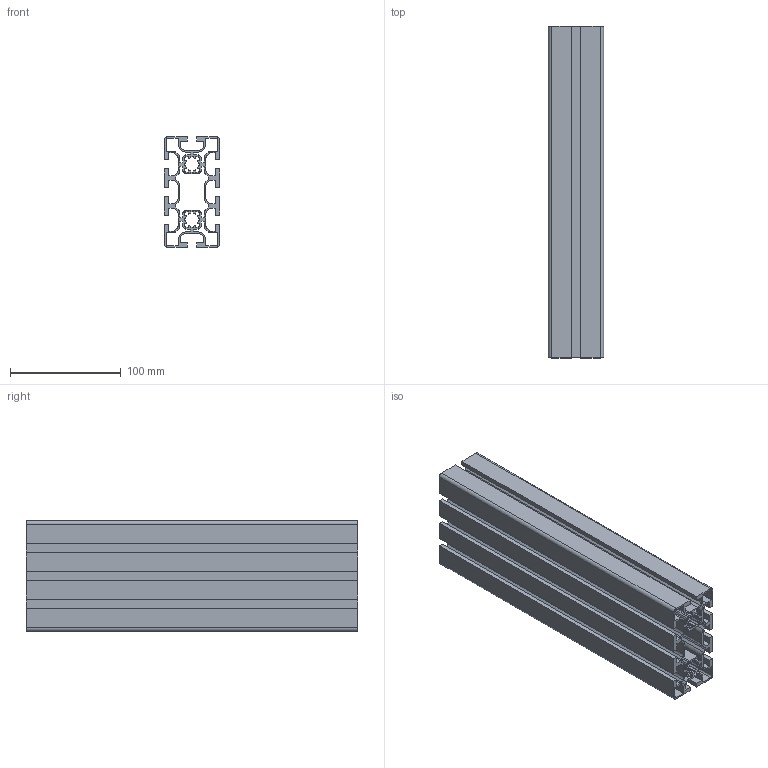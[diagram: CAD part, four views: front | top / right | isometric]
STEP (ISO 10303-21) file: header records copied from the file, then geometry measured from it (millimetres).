
FILE_DESCRIPTION (( 'STEP AP214' ), '1' );
FILE_NAME ('1728142266077.step', '2024-10-05T15:31:29', ( 'Windows User' ), ( '' ), 'SwSTEP 2.0', 'SolidWorks 2011', '' );
FILE_SCHEMA (( 'AUTOMOTIVE_DESIGN' ));
Length unit declared in the file: millimetre
Products named in the file (2): 1728142266077; 1.11.050100.84Lx300.00(1)
Assembly tree (1 placements, depth 2):
  1728142266077
    1.11.050100.84Lx300.00(1)
Bounding box: 50 x 300 x 100 mm (x, y, z)
Volume: 416462.4 mm3; surface area: 394884 mm2
Topology: 1 solids, 1 shells, 373 faces, 1113 edges, 742 vertices
Faces by surface type: plane 214, cylinder 159
Entity records: 12679 total; most frequent: CARTESIAN_POINT 2232, ORIENTED_EDGE 2226, DIRECTION 2185, EDGE_CURVE 1113, LINE 795, VECTOR 795, VERTEX_POINT 742, AXIS2_PLACEMENT_3D 695
